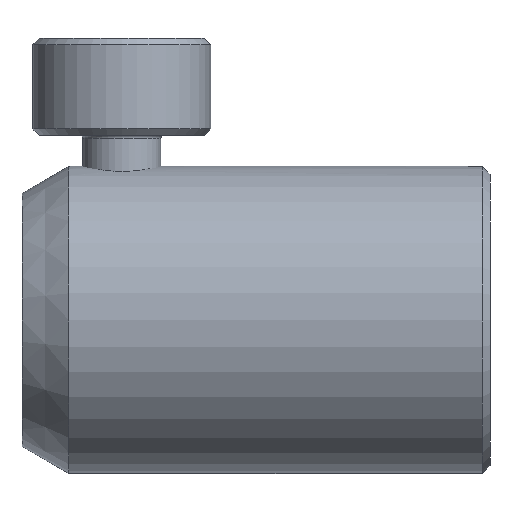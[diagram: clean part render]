
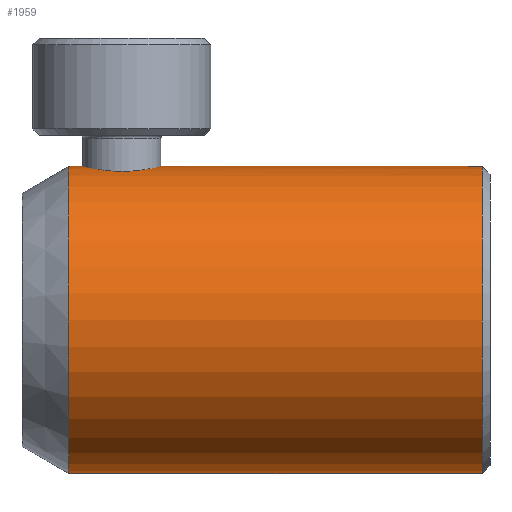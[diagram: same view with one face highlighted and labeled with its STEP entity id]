
A CAD part, left-side view. The second image highlights one B-rep face of the part: STEP entity #1959.
In plain terms, the highlighted cylindrical face has radius 12.5 mm (diameter 25 mm), a partial arc.
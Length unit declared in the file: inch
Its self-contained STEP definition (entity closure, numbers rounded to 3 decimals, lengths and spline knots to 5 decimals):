
#268 = CIRCLE ( 'NONE', #21987, 0.49213 ) ;
#582 = LINE ( 'NONE', #11845, #591 ) ;
#588 = LINE ( 'NONE', #11846, #595 ) ;
#591 = VECTOR ( 'NONE', #11852, 39.37008 ) ;
#595 = VECTOR ( 'NONE', #11856, 39.37008 ) ;
#607 = LINE ( 'NONE', #11898, #608 ) ;
#608 = VECTOR ( 'NONE', #11899, 39.37008 ) ;
#1959 = ADVANCED_FACE ( 'NONE', ( #21603 ), #21612, .T. ) ;
#7111 = CARTESIAN_POINT ( 'NONE',  ( 0., -0.725, 0. ) ) ;
#7112 = DIRECTION ( 'NONE',  ( 0., 1., 0. ) ) ;
#7113 = DIRECTION ( 'NONE',  ( 0., 0., 1. ) ) ;
#7205 = CARTESIAN_POINT ( 'NONE',  ( -0.01639, 0.3116, 0.49213 ) ) ;
#7250 = CARTESIAN_POINT ( 'NONE',  ( 0., 0.31158, 0.49213 ) ) ;
#7255 = CARTESIAN_POINT ( 'NONE',  ( -0.03236, 0.31466, 0.49131 ) ) ;
#7257 = CARTESIAN_POINT ( 'NONE',  ( -0.06333, 0.32687, 0.48828 ) ) ;
#7258 = CARTESIAN_POINT ( 'NONE',  ( -0.07672, 0.33535, 0.48625 ) ) ;
#7259 = CARTESIAN_POINT ( 'NONE',  ( -0.09984, 0.35726, 0.48204 ) ) ;
#7261 = CARTESIAN_POINT ( 'NONE',  ( -0.10878, 0.37004, 0.48 ) ) ;
#7263 = CARTESIAN_POINT ( 'NONE',  ( -0.11834, 0.39192, 0.4777 ) ) ;
#7265 = CARTESIAN_POINT ( 'NONE',  ( -0.12077, 0.39943, 0.47708 ) ) ;
#7267 = CARTESIAN_POINT ( 'NONE',  ( -0.12398, 0.41454, 0.47626 ) ) ;
#7269 = CARTESIAN_POINT ( 'NONE',  ( -0.12478, 0.4222, 0.47604 ) ) ;
#7271 = CARTESIAN_POINT ( 'NONE',  ( -0.1248, 0.44548, 0.47604 ) ) ;
#7273 = CARTESIAN_POINT ( 'NONE',  ( -0.12161, 0.46055, 0.47691 ) ) ;
#7274 = CARTESIAN_POINT ( 'NONE',  ( -0.11355, 0.479, 0.47885 ) ) ;
#7276 = CARTESIAN_POINT ( 'NONE',  ( -0.11182, 0.4825, 0.47926 ) ) ;
#7278 = CARTESIAN_POINT ( 'NONE',  ( -0.10799, 0.48934, 0.48014 ) ) ;
#7280 = CARTESIAN_POINT ( 'NONE',  ( -0.10592, 0.49265, 0.4806 ) ) ;
#7282 = CARTESIAN_POINT ( 'NONE',  ( -0.09921, 0.50224, 0.48204 ) ) ;
#7284 = CARTESIAN_POINT ( 'NONE',  ( -0.09409, 0.50818, 0.48308 ) ) ;
#7286 = CARTESIAN_POINT ( 'NONE',  ( -0.07675, 0.52465, 0.48625 ) ) ;
#7288 = CARTESIAN_POINT ( 'NONE',  ( -0.06332, 0.53313, 0.48828 ) ) ;
#7290 = CARTESIAN_POINT ( 'NONE',  ( -0.03243, 0.54532, 0.4913 ) ) ;
#7292 = CARTESIAN_POINT ( 'NONE',  ( -0.01639, 0.5484, 0.49213 ) ) ;
#7294 = CARTESIAN_POINT ( 'NONE',  ( 0., 0.54842, 0.49213 ) ) ;
#9854 = CARTESIAN_POINT ( 'NONE',  ( 0., 0.6, 0. ) ) ;
#9855 = DIRECTION ( 'NONE',  ( 0., -1., 0. ) ) ;
#9856 = DIRECTION ( 'NONE',  ( 0., 0., 1. ) ) ;
#11180 = CARTESIAN_POINT ( 'NONE',  ( 0., 0.31158, 0.49213 ) ) ;
#11195 = CARTESIAN_POINT ( 'NONE',  ( 0., -0.725, -0.49213 ) ) ;
#11196 = CARTESIAN_POINT ( 'NONE',  ( 0., -0.725, 0.49213 ) ) ;
#11203 = CARTESIAN_POINT ( 'NONE',  ( 0., 0.54842, 0.49213 ) ) ;
#11279 = CARTESIAN_POINT ( 'NONE',  ( 0., 0.6, 0.49213 ) ) ;
#11280 = CARTESIAN_POINT ( 'NONE',  ( 0., 0.6, -0.49213 ) ) ;
#11845 = CARTESIAN_POINT ( 'NONE',  ( 0., 0.75, 0.49213 ) ) ;
#11846 = CARTESIAN_POINT ( 'NONE',  ( 0., 0.75, -0.49213 ) ) ;
#11852 = DIRECTION ( 'NONE',  ( 0., -1., 0. ) ) ;
#11856 = DIRECTION ( 'NONE',  ( 0., -1., 0. ) ) ;
#11898 = CARTESIAN_POINT ( 'NONE',  ( 0., 0.75, 0.49213 ) ) ;
#11899 = DIRECTION ( 'NONE',  ( 0., -1., 0. ) ) ;
#13674 = ORIENTED_EDGE ( 'NONE', *, *, #15695, .T. ) ;
#13676 = ORIENTED_EDGE ( 'NONE', *, *, #15710, .T. ) ;
#13687 = ORIENTED_EDGE ( 'NONE', *, *, #21072, .T. ) ;
#13689 = ORIENTED_EDGE ( 'NONE', *, *, #17781, .T. ) ;
#13691 = ORIENTED_EDGE ( 'NONE', *, *, #21070, .F. ) ;
#13782 = ORIENTED_EDGE ( 'NONE', *, *, #21082, .F. ) ;
#15670 = B_SPLINE_CURVE_WITH_KNOTS ( 'NONE', 3,
 ( #7250, #7205, #7255, #7257, #7258, #7259, #7261, #7263, #7265, #7267, #7269, #7271, #7273, #7274, #7276, #7278, #7280, #7282, #7284, #7286, #7288, #7290, #7292, #7294 ),
 .UNSPECIFIED., .F., .F.,
 ( 4, 2, 2, 2, 2, 2, 2, 2, 2, 2, 2, 4 ),
 ( 0., 0.06248, 0.12496, 0.18744, 0.21868, 0.24992, 0.31241, 0.32803, 0.34365, 0.37489, 0.43737, 0.49985 ),
 .UNSPECIFIED. ) ;
#15695 = EDGE_CURVE ( 'NONE', #20407, #20408, #20227, .T. ) ;
#15710 = EDGE_CURVE ( 'NONE', #20388, #20415, #15670, .T. ) ;
#17781 = EDGE_CURVE ( 'NONE', #20491, #20492, #268, .T. ) ;
#20227 = CIRCLE ( 'NONE', #21979, 0.49213 ) ;
#20388 = VERTEX_POINT ( 'NONE', #11180 ) ;
#20407 = VERTEX_POINT ( 'NONE', #11195 ) ;
#20408 = VERTEX_POINT ( 'NONE', #11196 ) ;
#20415 = VERTEX_POINT ( 'NONE', #11203 ) ;
#20491 = VERTEX_POINT ( 'NONE', #11279 ) ;
#20492 = VERTEX_POINT ( 'NONE', #11280 ) ;
#20594 = EDGE_LOOP ( 'NONE', ( #13691, #13689, #13687, #13674, #13782, #13676 ) ) ;
#21070 = EDGE_CURVE ( 'NONE', #20491, #20415, #582, .T. ) ;
#21072 = EDGE_CURVE ( 'NONE', #20492, #20407, #588, .T. ) ;
#21082 = EDGE_CURVE ( 'NONE', #20388, #20408, #607, .T. ) ;
#21199 = AXIS2_PLACEMENT_3D ( 'NONE', #21718, #21705, #21727 ) ;
#21603 = FACE_OUTER_BOUND ( 'NONE', #20594, .T. ) ;
#21612 = CYLINDRICAL_SURFACE ( 'NONE', #21199, 0.49213 ) ;
#21705 = DIRECTION ( 'NONE',  ( 0., -1., 0. ) ) ;
#21718 = CARTESIAN_POINT ( 'NONE',  ( 0., 0.75, 0. ) ) ;
#21727 = DIRECTION ( 'NONE',  ( 0., 0., -1. ) ) ;
#21979 = AXIS2_PLACEMENT_3D ( 'NONE', #7111, #7112, #7113 ) ;
#21987 = AXIS2_PLACEMENT_3D ( 'NONE', #9854, #9855, #9856 ) ;
